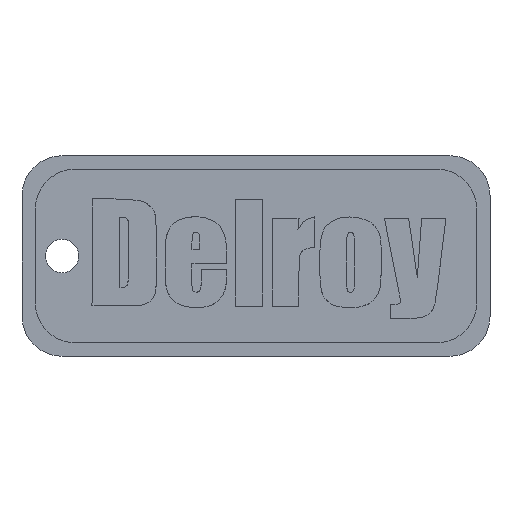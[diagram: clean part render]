
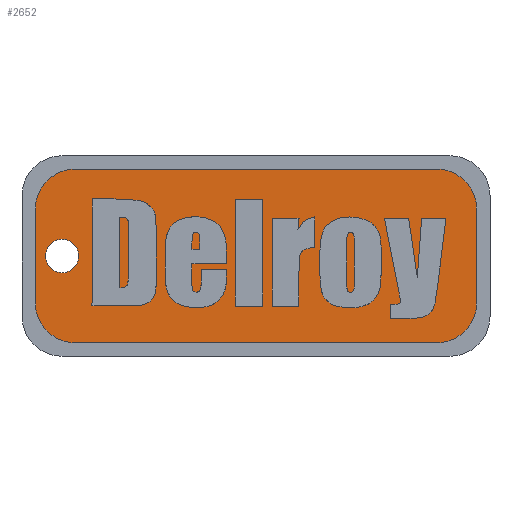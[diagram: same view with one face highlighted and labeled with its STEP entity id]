
A CAD part, top view. The second image highlights one B-rep face of the part: STEP entity #2652.
In plain terms, the highlighted planar face has unit normal (0, 0, 1).
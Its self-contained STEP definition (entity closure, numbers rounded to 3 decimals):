
#242=FACE_BOUND('',#506,.T.);
#266=PLANE('',#2855);
#349=FACE_OUTER_BOUND('',#505,.T.);
#505=EDGE_LOOP('',(#1946,#1947,#1948,#1949,#1950,#1951,#1952,#1953));
#506=EDGE_LOOP('',(#1954));
#652=LINE('',#3436,#886);
#657=LINE('',#3450,#891);
#661=LINE('',#3462,#895);
#665=LINE('',#3474,#899);
#886=VECTOR('',#2979,10.);
#891=VECTOR('',#2992,10.);
#895=VECTOR('',#3004,10.);
#899=VECTOR('',#3016,10.);
#1114=CIRCLE('',#2821,6.);
#1116=CIRCLE('',#2825,6.);
#1118=CIRCLE('',#2829,6.);
#1120=CIRCLE('',#2833,6.);
#1126=CIRCLE('',#2841,2.5);
#1152=VERTEX_POINT('',#3434);
#1153=VERTEX_POINT('',#3435);
#1156=VERTEX_POINT('',#3443);
#1158=VERTEX_POINT('',#3449);
#1160=VERTEX_POINT('',#3455);
#1162=VERTEX_POINT('',#3461);
#1164=VERTEX_POINT('',#3467);
#1166=VERTEX_POINT('',#3473);
#1176=VERTEX_POINT('',#3499);
#1430=EDGE_CURVE('',#1152,#1153,#652,.T.);
#1434=EDGE_CURVE('',#1153,#1156,#1114,.T.);
#1437=EDGE_CURVE('',#1156,#1158,#657,.T.);
#1440=EDGE_CURVE('',#1158,#1160,#1116,.T.);
#1443=EDGE_CURVE('',#1160,#1162,#661,.T.);
#1446=EDGE_CURVE('',#1162,#1164,#1118,.T.);
#1449=EDGE_CURVE('',#1164,#1166,#665,.T.);
#1452=EDGE_CURVE('',#1166,#1152,#1120,.T.);
#1462=EDGE_CURVE('',#1176,#1176,#1126,.T.);
#1946=ORIENTED_EDGE('',*,*,#1430,.T.);
#1947=ORIENTED_EDGE('',*,*,#1434,.T.);
#1948=ORIENTED_EDGE('',*,*,#1437,.T.);
#1949=ORIENTED_EDGE('',*,*,#1440,.T.);
#1950=ORIENTED_EDGE('',*,*,#1443,.T.);
#1951=ORIENTED_EDGE('',*,*,#1446,.T.);
#1952=ORIENTED_EDGE('',*,*,#1449,.T.);
#1953=ORIENTED_EDGE('',*,*,#1452,.T.);
#1954=ORIENTED_EDGE('',*,*,#1462,.T.);
#2652=ADVANCED_FACE('',(#349,#242),#266,.T.);
#2821=AXIS2_PLACEMENT_3D('',#3444,#2985,#2986);
#2825=AXIS2_PLACEMENT_3D('',#3456,#2997,#2998);
#2829=AXIS2_PLACEMENT_3D('',#3468,#3009,#3010);
#2833=AXIS2_PLACEMENT_3D('',#3479,#3021,#3022);
#2841=AXIS2_PLACEMENT_3D('',#3500,#3041,#3042);
#2855=AXIS2_PLACEMENT_3D('',#3536,#3082,#3083);
#2979=DIRECTION('',(0.,-1.,0.));
#2985=DIRECTION('center_axis',(0.,0.,1.));
#2986=DIRECTION('ref_axis',(-1.,0.,0.));
#2992=DIRECTION('',(1.,0.,0.));
#2997=DIRECTION('center_axis',(0.,0.,1.));
#2998=DIRECTION('ref_axis',(0.,-1.,0.));
#3004=DIRECTION('',(0.,1.,0.));
#3009=DIRECTION('center_axis',(0.,0.,1.));
#3010=DIRECTION('ref_axis',(1.,0.,0.));
#3016=DIRECTION('',(-1.,0.,0.));
#3021=DIRECTION('center_axis',(0.,0.,1.));
#3022=DIRECTION('ref_axis',(0.,1.,0.));
#3041=DIRECTION('center_axis',(0.,0.,-1.));
#3042=DIRECTION('ref_axis',(1.,0.,0.));
#3082=DIRECTION('center_axis',(0.,0.,1.));
#3083=DIRECTION('ref_axis',(1.,0.,0.));
#3434=CARTESIAN_POINT('',(0.,20.,1.8));
#3435=CARTESIAN_POINT('',(0.,6.,1.8));
#3436=CARTESIAN_POINT('',(0.,9.5,1.8));
#3443=CARTESIAN_POINT('',(6.,0.,1.8));
#3444=CARTESIAN_POINT('Origin',(6.,6.,1.8));
#3449=CARTESIAN_POINT('',(60.,0.,1.8));
#3450=CARTESIAN_POINT('',(46.5,0.,1.8));
#3455=CARTESIAN_POINT('',(66.,6.,1.8));
#3456=CARTESIAN_POINT('Origin',(60.,6.,1.8));
#3461=CARTESIAN_POINT('',(66.,20.,1.8));
#3462=CARTESIAN_POINT('',(66.,16.5,1.8));
#3467=CARTESIAN_POINT('',(60.,26.,1.8));
#3468=CARTESIAN_POINT('Origin',(60.,20.,1.8));
#3473=CARTESIAN_POINT('',(6.,26.,1.8));
#3474=CARTESIAN_POINT('',(19.5,26.,1.8));
#3479=CARTESIAN_POINT('Origin',(6.,20.,1.8));
#3499=CARTESIAN_POINT('',(1.5,13.,1.8));
#3500=CARTESIAN_POINT('Origin',(4.,13.,1.8));
#3536=CARTESIAN_POINT('Origin',(33.,13.,1.8));
